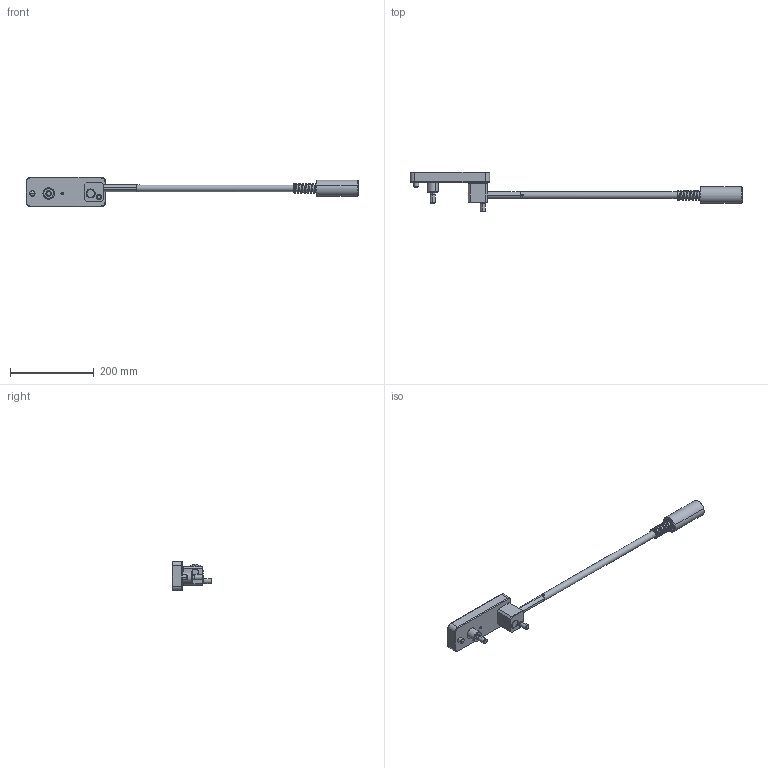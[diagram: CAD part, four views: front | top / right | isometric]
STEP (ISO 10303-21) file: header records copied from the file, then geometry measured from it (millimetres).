
FILE_DESCRIPTION (( 'STEP AP214' ), '1' );
FILE_NAME ('AS462024.stp', '2025-03-05T15:16:42', ( '' ), ( '' ), 'SwSTEP 2.0', 'SolidWorks 2021', '' );
FILE_SCHEMA (( 'AUTOMOTIVE_DESIGN' ));
Length unit declared in the file: millimetre
Products named in the file (20): 9AS462024-D1; 9AS462024-DC_Preliminar; 9AS462024-D3; 9PB060700; 9AS462024-D4; 9AS462024-D2; 9S462024-G_AL34; AS462024; 3IMAN6X3-150; 9AS462024-A_46; 3IMAN5X3-150; 1PCI6325416; 9AS462024-B_sin ranura; 1PCI63251224; 9AS462024-F_DIN 912 M12 x 40 --- 40C; 9AS462024-E; 9AS462024-C_sin ranura; 1DIN912850_DIN 912 M8 x 50 --- 50C; 3MUELLE-AS46_Expandido ; 1PCI632526
Assembly tree (23 placements, depth 3):
  AS462024
    9AS462024-A_46
    9AS462024-B_sin ranura
    9AS462024-C_sin ranura
    9AS462024-DC_Preliminar
      9AS462024-D1
      9AS462024-D2
      9AS462024-D3
      9AS462024-D4
      9AS462024-F_DIN 912 M12 x 40 --- 40C
      9PB060700
      1PCI632526
      3IMAN5X3-150  x4
      1PCI63251224
      3IMAN6X3-150
    9S462024-G_AL34
    9AS462024-E
    3MUELLE-AS46_Expandido 
    9AS462024-F_DIN 912 M12 x 40 --- 40C
    1DIN912850_DIN 912 M8 x 50 --- 50C
    1PCI6325416
Bounding box: 791.63 x 95.01 x 70 mm (x, y, z)
Volume: 639393.6 mm3; surface area: 154995.9 mm2
Topology: 22 solids, 22 shells, 998 faces, 2562 edges, 1684 vertices
Faces by surface type: plane 411, cylinder 280, cone 121, torus 89, bspline 83, sphere 14
Entity records: 53865 total; most frequent: CARTESIAN_POINT 27148, ORIENTED_EDGE 4884, DIRECTION 4427, EDGE_CURVE 2442, VERTEX_POINT 1625, AXIS2_PLACEMENT_3D 1542, VECTOR 1343, LINE 1343
